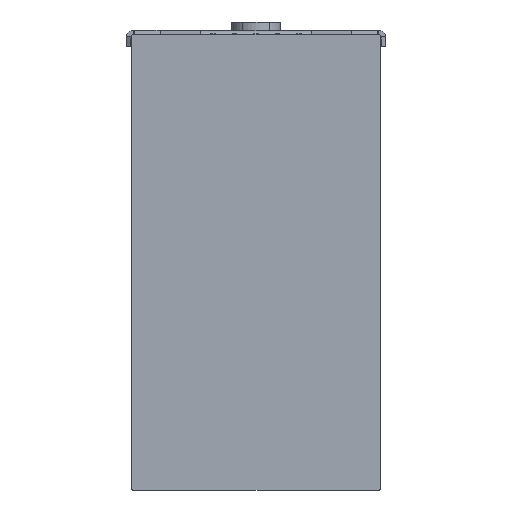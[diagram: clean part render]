
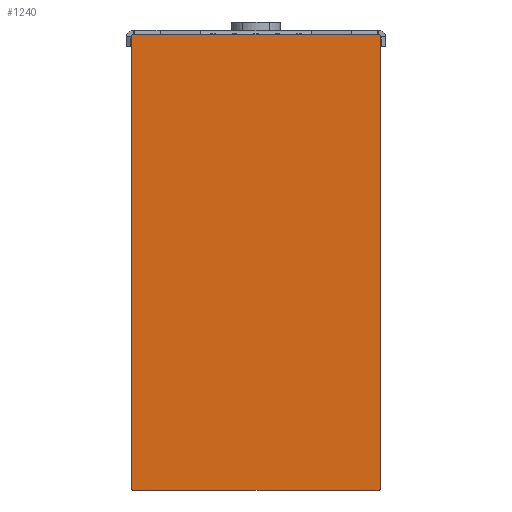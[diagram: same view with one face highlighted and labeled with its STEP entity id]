
A CAD part, left-side view. The second image highlights one B-rep face of the part: STEP entity #1240.
In plain terms, the highlighted planar face has unit normal (-1, 0, 0).
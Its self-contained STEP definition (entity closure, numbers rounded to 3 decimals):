
#560=PLANE('',#19538);
#1240=ADVANCED_FACE('',(#2605),#560,.T.);
#2605=FACE_OUTER_BOUND('',#3624,.T.);
#3624=EDGE_LOOP('',(#9535,#9536,#9537,#9538,#9539,#9540,#9541,#9542));
#4895=LINE('',#27358,#6662);
#4928=LINE('',#27428,#6695);
#4932=LINE('',#27438,#6699);
#4935=LINE('',#27446,#6702);
#6662=VECTOR('',#21662,1.);
#6695=VECTOR('',#21713,1.);
#6699=VECTOR('',#21723,1.);
#6702=VECTOR('',#21732,1.);
#8233=CIRCLE('',#19469,0.3);
#8234=CIRCLE('',#19472,0.3);
#8237=CIRCLE('',#19477,0.3);
#8259=CIRCLE('',#19534,0.3);
#9535=ORIENTED_EDGE('',*,*,#16812,.T.);
#9536=ORIENTED_EDGE('',*,*,#16703,.T.);
#9537=ORIENTED_EDGE('',*,*,#16706,.T.);
#9538=ORIENTED_EDGE('',*,*,#16708,.T.);
#9539=ORIENTED_EDGE('',*,*,#16710,.T.);
#9540=ORIENTED_EDGE('',*,*,#16712,.T.);
#9541=ORIENTED_EDGE('',*,*,#16716,.T.);
#9542=ORIENTED_EDGE('',*,*,#16667,.T.);
#14839=VERTEX_POINT('',#27357);
#14840=VERTEX_POINT('',#27359);
#14867=VERTEX_POINT('',#27427);
#14868=VERTEX_POINT('',#27429);
#14869=VERTEX_POINT('',#27433);
#14870=VERTEX_POINT('',#27437);
#14871=VERTEX_POINT('',#27441);
#14872=VERTEX_POINT('',#27445);
#16667=EDGE_CURVE('',#14840,#14839,#4895,.T.);
#16703=EDGE_CURVE('',#14868,#14867,#4928,.T.);
#16706=EDGE_CURVE('',#14867,#14869,#8233,.T.);
#16708=EDGE_CURVE('',#14869,#14870,#4932,.T.);
#16710=EDGE_CURVE('',#14870,#14871,#8234,.T.);
#16712=EDGE_CURVE('',#14871,#14872,#4935,.T.);
#16716=EDGE_CURVE('',#14872,#14840,#8237,.T.);
#16812=EDGE_CURVE('',#14839,#14868,#8259,.T.);
#19469=AXIS2_PLACEMENT_3D('',#27434,#21718,#21719);
#19472=AXIS2_PLACEMENT_3D('',#27442,#21727,#21728);
#19477=AXIS2_PLACEMENT_3D('',#27453,#21740,#21741);
#19534=AXIS2_PLACEMENT_3D('',#27634,#21928,#21929);
#19538=AXIS2_PLACEMENT_3D('',#27638,#21936,#21937);
#21662=DIRECTION('',(0.,1.,0.));
#21713=DIRECTION('',(0.,0.,-1.));
#21718=DIRECTION('',(-1.,0.,0.));
#21719=DIRECTION('',(0.,0.,-1.));
#21723=DIRECTION('',(0.,-1.,0.));
#21727=DIRECTION('',(-1.,0.,0.));
#21728=DIRECTION('',(0.,0.,1.));
#21732=DIRECTION('',(0.,0.,1.));
#21740=DIRECTION('',(-1.,0.,0.));
#21741=DIRECTION('',(0.,0.,-1.));
#21928=DIRECTION('',(-1.,0.,0.));
#21929=DIRECTION('',(0.,0.,-1.));
#21936=DIRECTION('',(-1.,0.,0.));
#21937=DIRECTION('',(0.,0.,1.));
#27357=CARTESIAN_POINT('',(-704.,29.7,0.034));
#27358=CARTESIAN_POINT('',(-704.,-29.7,0.034));
#27359=CARTESIAN_POINT('',(-704.,-29.7,0.034));
#27427=CARTESIAN_POINT('',(-704.,30.,-109.666));
#27428=CARTESIAN_POINT('',(-704.,30.,-0.266));
#27429=CARTESIAN_POINT('',(-704.,30.,-0.266));
#27433=CARTESIAN_POINT('',(-704.,29.7,-109.966));
#27434=CARTESIAN_POINT('',(-704.,29.7,-109.666));
#27437=CARTESIAN_POINT('',(-704.,-29.7,-109.966));
#27438=CARTESIAN_POINT('',(-704.,29.7,-109.966));
#27441=CARTESIAN_POINT('',(-704.,-30.,-109.666));
#27442=CARTESIAN_POINT('',(-704.,-29.7,-109.666));
#27445=CARTESIAN_POINT('',(-704.,-30.,-0.266));
#27446=CARTESIAN_POINT('',(-704.,-30.,-0.266));
#27453=CARTESIAN_POINT('',(-704.,-29.7,-0.266));
#27634=CARTESIAN_POINT('',(-704.,29.7,-0.266));
#27638=CARTESIAN_POINT('',(-704.,29.7,-0.266));
